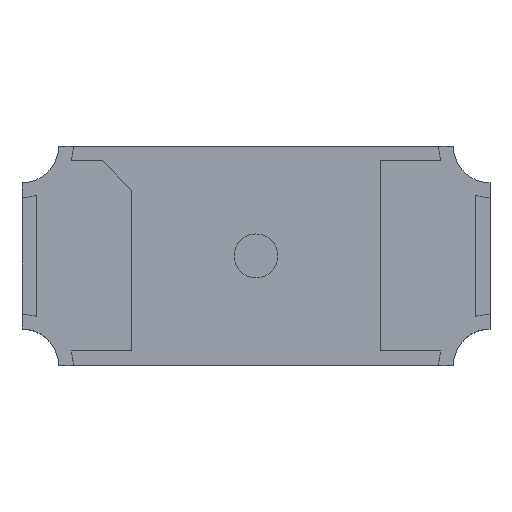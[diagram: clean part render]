
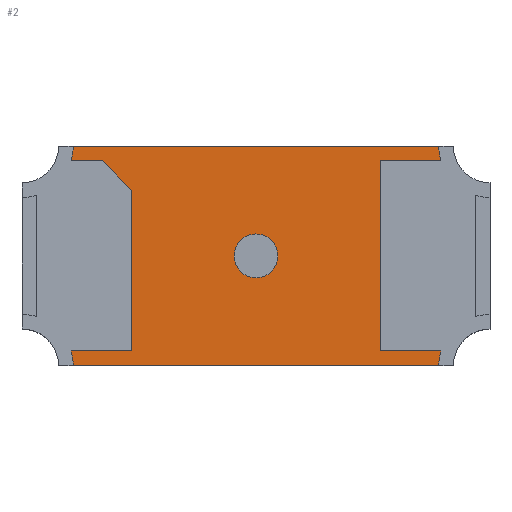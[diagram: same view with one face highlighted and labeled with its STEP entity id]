
A CAD part, top view. The second image highlights one B-rep face of the part: STEP entity #2.
In plain terms, the highlighted planar face has unit normal (0, 0, 1).
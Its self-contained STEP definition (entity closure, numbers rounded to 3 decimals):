
#2 = ADVANCED_FACE ( 'NONE', ( #2187, #3006 ), #1339, .F. ) ;
#21 = VERTEX_POINT ( 'NONE', #2228 ) ;
#40 = LINE ( 'NONE', #174, #443 ) ;
#48 = CARTESIAN_POINT ( 'NONE',  ( -0.15, 0., 0.25 ) ) ;
#63 = EDGE_CURVE ( 'NONE', #21, #983, #798, .T. ) ;
#83 = DIRECTION ( 'NONE',  ( 0., 0., -1. ) ) ;
#95 = VECTOR ( 'NONE', #914, 1000. ) ;
#159 = CIRCLE ( 'NONE', #328, 0.35 ) ;
#174 = CARTESIAN_POINT ( 'NONE',  ( -0.2, -0.2, 0.25 ) ) ;
#260 = DIRECTION ( 'NONE',  ( 0., 0., 1. ) ) ;
#261 = EDGE_CURVE ( 'NONE', #988, #3620, #1284, .T. ) ;
#293 = AXIS2_PLACEMENT_3D ( 'NONE', #2251, #260, #3894 ) ;
#328 = AXIS2_PLACEMENT_3D ( 'NONE', #712, #989, #2847 ) ;
#338 = ORIENTED_EDGE ( 'NONE', *, *, #3122, .F. ) ;
#381 = EDGE_CURVE ( 'NONE', #3063, #21, #3305, .T. ) ;
#390 = CARTESIAN_POINT ( 'NONE',  ( 0., 0.65, 0.25 ) ) ;
#432 = EDGE_CURVE ( 'NONE', #2886, #1126, #2583, .T. ) ;
#442 = DIRECTION ( 'NONE',  ( 1., 0., 0. ) ) ;
#443 = VECTOR ( 'NONE', #2913, 1000. ) ;
#463 = CARTESIAN_POINT ( 'NONE',  ( 0., 0., 0.25 ) ) ;
#527 = EDGE_LOOP ( 'NONE', ( #1259, #2296 ) ) ;
#576 = CARTESIAN_POINT ( 'NONE',  ( 0.85, 0., 0.25 ) ) ;
#578 = CARTESIAN_POINT ( 'NONE',  ( -1.6, 0.75, 0.25 ) ) ;
#582 = ORIENTED_EDGE ( 'NONE', *, *, #63, .T. ) ;
#610 = CARTESIAN_POINT ( 'NONE',  ( 1.265, 0.65, 0.25 ) ) ;
#634 = ORIENTED_EDGE ( 'NONE', *, *, #381, .T. ) ;
#656 = VECTOR ( 'NONE', #3118, 1000. ) ;
#665 = CARTESIAN_POINT ( 'NONE',  ( -1.265, 0.65, 0.25 ) ) ;
#667 = CARTESIAN_POINT ( 'NONE',  ( -1.265, -0.65, 0.25 ) ) ;
#712 = CARTESIAN_POINT ( 'NONE',  ( -1.6, -0.75, 0.25 ) ) ;
#727 = CIRCLE ( 'NONE', #1710, 0.15 ) ;
#745 = EDGE_CURVE ( 'NONE', #3519, #3153, #2469, .T. ) ;
#746 = DIRECTION ( 'NONE',  ( -1., 0., 0. ) ) ;
#798 = CIRCLE ( 'NONE', #3387, 0.35 ) ;
#822 = AXIS2_PLACEMENT_3D ( 'NONE', #2816, #83, #746 ) ;
#843 = VECTOR ( 'NONE', #3512, 1000. ) ;
#866 = VERTEX_POINT ( 'NONE', #1102 ) ;
#894 = DIRECTION ( 'NONE',  ( -1., 0., 0. ) ) ;
#914 = DIRECTION ( 'NONE',  ( 1., 0., 0. ) ) ;
#948 = CARTESIAN_POINT ( 'NONE',  ( -1.05, 0.65, 0.25 ) ) ;
#980 = DIRECTION ( 'NONE',  ( 0., 0., -1. ) ) ;
#983 = VERTEX_POINT ( 'NONE', #2456 ) ;
#988 = VERTEX_POINT ( 'NONE', #665 ) ;
#989 = DIRECTION ( 'NONE',  ( 0., 0., -1. ) ) ;
#1013 = CARTESIAN_POINT ( 'NONE',  ( -1.25, -0.75, 0.25 ) ) ;
#1058 = EDGE_CURVE ( 'NONE', #2886, #2365, #1341, .T. ) ;
#1102 = CARTESIAN_POINT ( 'NONE',  ( -0.85, -0.65, 0.25 ) ) ;
#1126 = VERTEX_POINT ( 'NONE', #1350 ) ;
#1165 = ORIENTED_EDGE ( 'NONE', *, *, #1507, .T. ) ;
#1176 = ORIENTED_EDGE ( 'NONE', *, *, #261, .T. ) ;
#1213 = CARTESIAN_POINT ( 'NONE',  ( -1.6, -0.75, 0.25 ) ) ;
#1222 = DIRECTION ( 'NONE',  ( 0., -1., 0. ) ) ;
#1259 = ORIENTED_EDGE ( 'NONE', *, *, #3625, .F. ) ;
#1284 = LINE ( 'NONE', #1451, #1390 ) ;
#1339 = PLANE ( 'NONE',  #822 ) ;
#1341 = CIRCLE ( 'NONE', #3252, 0.35 ) ;
#1344 = DIRECTION ( 'NONE',  ( 1., 0., 0. ) ) ;
#1350 = CARTESIAN_POINT ( 'NONE',  ( -1.25, 0.75, 0.25 ) ) ;
#1365 = ORIENTED_EDGE ( 'NONE', *, *, #432, .T. ) ;
#1390 = VECTOR ( 'NONE', #2035, 1000. ) ;
#1438 = LINE ( 'NONE', #1817, #1572 ) ;
#1451 = CARTESIAN_POINT ( 'NONE',  ( 0., 0.65, 0.25 ) ) ;
#1507 = EDGE_CURVE ( 'NONE', #1549, #866, #1438, .T. ) ;
#1530 = VERTEX_POINT ( 'NONE', #1884 ) ;
#1549 = VERTEX_POINT ( 'NONE', #3701 ) ;
#1561 = CIRCLE ( 'NONE', #293, 0.35 ) ;
#1572 = VECTOR ( 'NONE', #1222, 1000. ) ;
#1598 = ORIENTED_EDGE ( 'NONE', *, *, #3399, .F. ) ;
#1624 = ORIENTED_EDGE ( 'NONE', *, *, #2071, .F. ) ;
#1640 = DIRECTION ( 'NONE',  ( 0., 0., 1. ) ) ;
#1674 = VECTOR ( 'NONE', #3273, 1000. ) ;
#1686 = AXIS2_PLACEMENT_3D ( 'NONE', #463, #1640, #1344 ) ;
#1710 = AXIS2_PLACEMENT_3D ( 'NONE', #2720, #3029, #3649 ) ;
#1817 = CARTESIAN_POINT ( 'NONE',  ( -0.85, 0., 0.25 ) ) ;
#1856 = LINE ( 'NONE', #576, #1674 ) ;
#1867 = EDGE_CURVE ( 'NONE', #2462, #3063, #159, .T. ) ;
#1884 = CARTESIAN_POINT ( 'NONE',  ( 0.85, 0.65, 0.25 ) ) ;
#2035 = DIRECTION ( 'NONE',  ( 1., 0., 0. ) ) ;
#2040 = ORIENTED_EDGE ( 'NONE', *, *, #2626, .F. ) ;
#2071 = EDGE_CURVE ( 'NONE', #988, #1126, #1561, .T. ) ;
#2130 = CARTESIAN_POINT ( 'NONE',  ( 0.85, -0.65, 0.25 ) ) ;
#2187 = FACE_BOUND ( 'NONE', #527, .T. ) ;
#2228 = CARTESIAN_POINT ( 'NONE',  ( 1.25, -0.75, 0.25 ) ) ;
#2251 = CARTESIAN_POINT ( 'NONE',  ( -1.6, 0.75, 0.25 ) ) ;
#2296 = ORIENTED_EDGE ( 'NONE', *, *, #745, .F. ) ;
#2299 = CARTESIAN_POINT ( 'NONE',  ( 0., -0.65, 0.25 ) ) ;
#2361 = CARTESIAN_POINT ( 'NONE',  ( 0., -0.65, 0.25 ) ) ;
#2365 = VERTEX_POINT ( 'NONE', #610 ) ;
#2387 = CARTESIAN_POINT ( 'NONE',  ( 1.25, 0.75, 0.25 ) ) ;
#2456 = CARTESIAN_POINT ( 'NONE',  ( 1.265, -0.65, 0.25 ) ) ;
#2462 = VERTEX_POINT ( 'NONE', #667 ) ;
#2469 = CIRCLE ( 'NONE', #1686, 0.15 ) ;
#2487 = DIRECTION ( 'NONE',  ( 1., 0., 0. ) ) ;
#2519 = LINE ( 'NONE', #390, #656 ) ;
#2538 = VERTEX_POINT ( 'NONE', #2130 ) ;
#2583 = LINE ( 'NONE', #578, #3690 ) ;
#2626 = EDGE_CURVE ( 'NONE', #2365, #1530, #2519, .T. ) ;
#2720 = CARTESIAN_POINT ( 'NONE',  ( 0., 0., 0.25 ) ) ;
#2731 = EDGE_CURVE ( 'NONE', #983, #2538, #2961, .T. ) ;
#2753 = LINE ( 'NONE', #2299, #843 ) ;
#2816 = CARTESIAN_POINT ( 'NONE',  ( 0., 0., 0.25 ) ) ;
#2847 = DIRECTION ( 'NONE',  ( 1., 0., 0. ) ) ;
#2886 = VERTEX_POINT ( 'NONE', #2387 ) ;
#2913 = DIRECTION ( 'NONE',  ( 0.707, -0.707, 0. ) ) ;
#2961 = LINE ( 'NONE', #2361, #3681 ) ;
#3006 = FACE_OUTER_BOUND ( 'NONE', #3115, .T. ) ;
#3029 = DIRECTION ( 'NONE',  ( 0., 0., 1. ) ) ;
#3063 = VERTEX_POINT ( 'NONE', #1013 ) ;
#3105 = DIRECTION ( 'NONE',  ( 0., 0., 1. ) ) ;
#3110 = CARTESIAN_POINT ( 'NONE',  ( 1.6, -0.75, 0.25 ) ) ;
#3115 = EDGE_LOOP ( 'NONE', ( #1365, #1624, #1176, #3693, #1165, #338, #3441, #634, #582, #3797, #1598, #2040, #3126 ) ) ;
#3118 = DIRECTION ( 'NONE',  ( -1., 0., 0. ) ) ;
#3122 = EDGE_CURVE ( 'NONE', #2462, #866, #2753, .T. ) ;
#3126 = ORIENTED_EDGE ( 'NONE', *, *, #1058, .F. ) ;
#3139 = EDGE_CURVE ( 'NONE', #3620, #1549, #40, .T. ) ;
#3146 = CARTESIAN_POINT ( 'NONE',  ( 1.6, 0.75, 0.25 ) ) ;
#3153 = VERTEX_POINT ( 'NONE', #3856 ) ;
#3252 = AXIS2_PLACEMENT_3D ( 'NONE', #3146, #3105, #442 ) ;
#3273 = DIRECTION ( 'NONE',  ( 0., -1., 0. ) ) ;
#3278 = DIRECTION ( 'NONE',  ( -1., 0., 0. ) ) ;
#3305 = LINE ( 'NONE', #1213, #95 ) ;
#3387 = AXIS2_PLACEMENT_3D ( 'NONE', #3110, #980, #2487 ) ;
#3399 = EDGE_CURVE ( 'NONE', #1530, #2538, #1856, .T. ) ;
#3441 = ORIENTED_EDGE ( 'NONE', *, *, #1867, .T. ) ;
#3512 = DIRECTION ( 'NONE',  ( 1., 0., 0. ) ) ;
#3519 = VERTEX_POINT ( 'NONE', #48 ) ;
#3620 = VERTEX_POINT ( 'NONE', #948 ) ;
#3625 = EDGE_CURVE ( 'NONE', #3153, #3519, #727, .T. ) ;
#3649 = DIRECTION ( 'NONE',  ( 1., 0., 0. ) ) ;
#3681 = VECTOR ( 'NONE', #3278, 1000. ) ;
#3690 = VECTOR ( 'NONE', #894, 1000. ) ;
#3693 = ORIENTED_EDGE ( 'NONE', *, *, #3139, .T. ) ;
#3701 = CARTESIAN_POINT ( 'NONE',  ( -0.85, 0.45, 0.25 ) ) ;
#3797 = ORIENTED_EDGE ( 'NONE', *, *, #2731, .T. ) ;
#3856 = CARTESIAN_POINT ( 'NONE',  ( 0.15, 0., 0.25 ) ) ;
#3894 = DIRECTION ( 'NONE',  ( 1., 0., 0. ) ) ;
